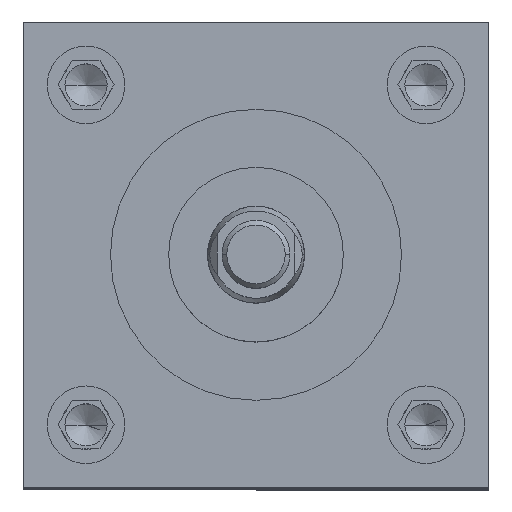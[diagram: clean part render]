
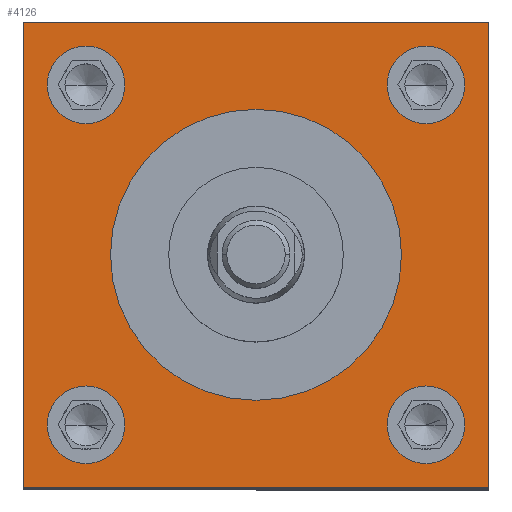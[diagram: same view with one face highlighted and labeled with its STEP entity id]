
A CAD part, top view. The second image highlights one B-rep face of the part: STEP entity #4126.
In plain terms, the highlighted planar face has unit normal (0, 0, 1).
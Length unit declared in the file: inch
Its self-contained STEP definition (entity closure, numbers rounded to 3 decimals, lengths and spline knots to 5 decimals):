
#116 = LINE ( 'NONE', #6104, #4110 ) ;
#118 = ORIENTED_EDGE ( 'NONE', *, *, #3903, .F. ) ;
#120 = DIRECTION ( 'NONE',  ( 0., 0., 1. ) ) ;
#134 = CARTESIAN_POINT ( 'NONE',  ( -1.095, -1.095, 8.75 ) ) ;
#197 = CIRCLE ( 'NONE', #1569, 0.25 ) ;
#226 = LINE ( 'NONE', #722, #281 ) ;
#231 = CARTESIAN_POINT ( 'NONE',  ( 0.845, 1.095, 8.75 ) ) ;
#281 = VECTOR ( 'NONE', #1328, 39.37008 ) ;
#305 = DIRECTION ( 'NONE',  ( 1., 0., 0. ) ) ;
#410 = CARTESIAN_POINT ( 'NONE',  ( 0., 0., 8.75 ) ) ;
#477 = EDGE_LOOP ( 'NONE', ( #4398, #118 ) ) ;
#486 = CARTESIAN_POINT ( 'NONE',  ( 1.5, 1.5, 8.75 ) ) ;
#580 = ORIENTED_EDGE ( 'NONE', *, *, #5010, .F. ) ;
#601 = EDGE_CURVE ( 'NONE', #661, #936, #226, .T. ) ;
#613 = EDGE_LOOP ( 'NONE', ( #6166, #4377 ) ) ;
#627 = LINE ( 'NONE', #2812, #5376 ) ;
#641 = VERTEX_POINT ( 'NONE', #4544 ) ;
#661 = VERTEX_POINT ( 'NONE', #5631 ) ;
#693 = DIRECTION ( 'NONE',  ( 1., 0., 0. ) ) ;
#722 = CARTESIAN_POINT ( 'NONE',  ( -1.5, -1.5, 8.75 ) ) ;
#891 = EDGE_CURVE ( 'NONE', #936, #6453, #1443, .T. ) ;
#894 = CARTESIAN_POINT ( 'NONE',  ( 0.845, -1.095, 8.75 ) ) ;
#908 = EDGE_CURVE ( 'NONE', #2198, #6797, #3380, .T. ) ;
#921 = FACE_OUTER_BOUND ( 'NONE', #4785, .T. ) ;
#936 = VERTEX_POINT ( 'NONE', #2474 ) ;
#985 = PLANE ( 'NONE',  #1363 ) ;
#1151 = EDGE_CURVE ( 'NONE', #641, #6763, #3652, .T. ) ;
#1155 = DIRECTION ( 'NONE',  ( 0., 0., 1. ) ) ;
#1328 = DIRECTION ( 'NONE',  ( 1., 0., 0. ) ) ;
#1338 = DIRECTION ( 'NONE',  ( 1., 0., 0. ) ) ;
#1363 = AXIS2_PLACEMENT_3D ( 'NONE', #3214, #2120, #2588 ) ;
#1419 = FACE_BOUND ( 'NONE', #477, .T. ) ;
#1443 = LINE ( 'NONE', #2008, #2444 ) ;
#1447 = CARTESIAN_POINT ( 'NONE',  ( -0.845, 1.095, 8.75 ) ) ;
#1481 = DIRECTION ( 'NONE',  ( 1., 0., 0. ) ) ;
#1499 = EDGE_CURVE ( 'NONE', #6639, #4269, #4589, .T. ) ;
#1569 = AXIS2_PLACEMENT_3D ( 'NONE', #3641, #6902, #1338 ) ;
#1643 = EDGE_CURVE ( 'NONE', #6763, #641, #3890, .T. ) ;
#1771 = DIRECTION ( 'NONE',  ( 1., 0., 0. ) ) ;
#1839 = VERTEX_POINT ( 'NONE', #894 ) ;
#1907 = ORIENTED_EDGE ( 'NONE', *, *, #5171, .F. ) ;
#2008 = CARTESIAN_POINT ( 'NONE',  ( 1.5, -1.5, 8.75 ) ) ;
#2120 = DIRECTION ( 'NONE',  ( 0., 0., -1. ) ) ;
#2121 = EDGE_CURVE ( 'NONE', #2932, #4794, #6752, .T. ) ;
#2190 = VERTEX_POINT ( 'NONE', #5251 ) ;
#2198 = VERTEX_POINT ( 'NONE', #5828 ) ;
#2214 = ORIENTED_EDGE ( 'NONE', *, *, #1151, .F. ) ;
#2331 = CARTESIAN_POINT ( 'NONE',  ( -0.845, -1.095, 8.75 ) ) ;
#2444 = VECTOR ( 'NONE', #3166, 39.37008 ) ;
#2474 = CARTESIAN_POINT ( 'NONE',  ( 1.5, -1.5, 8.75 ) ) ;
#2520 = EDGE_CURVE ( 'NONE', #6453, #3569, #627, .T. ) ;
#2546 = DIRECTION ( 'NONE',  ( 0., 0., 1. ) ) ;
#2578 = DIRECTION ( 'NONE',  ( 1., 0., 0. ) ) ;
#2588 = DIRECTION ( 'NONE',  ( -1., 0., 0. ) ) ;
#2592 = CIRCLE ( 'NONE', #3991, 0.9375 ) ;
#2601 = ORIENTED_EDGE ( 'NONE', *, *, #908, .F. ) ;
#2662 = DIRECTION ( 'NONE',  ( 1., 0., 0. ) ) ;
#2694 = DIRECTION ( 'NONE',  ( 0., 0., 1. ) ) ;
#2728 = AXIS2_PLACEMENT_3D ( 'NONE', #6546, #2694, #2662 ) ;
#2753 = CARTESIAN_POINT ( 'NONE',  ( 1.095, -1.095, 8.75 ) ) ;
#2796 = DIRECTION ( 'NONE',  ( 0., 0., 1. ) ) ;
#2812 = CARTESIAN_POINT ( 'NONE',  ( -1.5, 1.5, 8.75 ) ) ;
#2902 = ORIENTED_EDGE ( 'NONE', *, *, #891, .T. ) ;
#2932 = VERTEX_POINT ( 'NONE', #5865 ) ;
#3166 = DIRECTION ( 'NONE',  ( 0., 1., 0. ) ) ;
#3194 = AXIS2_PLACEMENT_3D ( 'NONE', #3526, #2796, #3926 ) ;
#3214 = CARTESIAN_POINT ( 'NONE',  ( -1.5, 1.5, 8.75 ) ) ;
#3292 = DIRECTION ( 'NONE',  ( 0., 0., 1. ) ) ;
#3380 = CIRCLE ( 'NONE', #3733, 0.9375 ) ;
#3441 = DIRECTION ( 'NONE',  ( -1., 0., 0. ) ) ;
#3526 = CARTESIAN_POINT ( 'NONE',  ( -1.095, 1.095, 8.75 ) ) ;
#3543 = AXIS2_PLACEMENT_3D ( 'NONE', #4223, #6436, #1481 ) ;
#3569 = VERTEX_POINT ( 'NONE', #5549 ) ;
#3641 = CARTESIAN_POINT ( 'NONE',  ( 1.095, 1.095, 8.75 ) ) ;
#3652 = CIRCLE ( 'NONE', #4699, 0.25 ) ;
#3655 = CIRCLE ( 'NONE', #4004, 0.25 ) ;
#3733 = AXIS2_PLACEMENT_3D ( 'NONE', #5859, #2546, #305 ) ;
#3744 = CARTESIAN_POINT ( 'NONE',  ( 1.095, 1.095, 8.75 ) ) ;
#3879 = EDGE_LOOP ( 'NONE', ( #580, #4896 ) ) ;
#3886 = CIRCLE ( 'NONE', #2728, 0.25 ) ;
#3890 = CIRCLE ( 'NONE', #3194, 0.25 ) ;
#3903 = EDGE_CURVE ( 'NONE', #1839, #2190, #3655, .T. ) ;
#3926 = DIRECTION ( 'NONE',  ( 1., 0., 0. ) ) ;
#3981 = AXIS2_PLACEMENT_3D ( 'NONE', #134, #6732, #3983 ) ;
#3983 = DIRECTION ( 'NONE',  ( 1., 0., 0. ) ) ;
#3991 = AXIS2_PLACEMENT_3D ( 'NONE', #410, #7105, #2578 ) ;
#4004 = AXIS2_PLACEMENT_3D ( 'NONE', #2753, #3292, #1771 ) ;
#4007 = CARTESIAN_POINT ( 'NONE',  ( -1.095, 1.095, 8.75 ) ) ;
#4110 = VECTOR ( 'NONE', #5019, 39.37008 ) ;
#4126 = ADVANCED_FACE ( 'NONE', ( #1419, #4201, #6408, #5867, #4308, #921 ), #985, .F. ) ;
#4201 = FACE_BOUND ( 'NONE', #3879, .T. ) ;
#4223 = CARTESIAN_POINT ( 'NONE',  ( -1.095, -1.095, 8.75 ) ) ;
#4269 = VERTEX_POINT ( 'NONE', #6793 ) ;
#4308 = FACE_BOUND ( 'NONE', #6826, .T. ) ;
#4377 = ORIENTED_EDGE ( 'NONE', *, *, #2121, .F. ) ;
#4398 = ORIENTED_EDGE ( 'NONE', *, *, #6457, .F. ) ;
#4544 = CARTESIAN_POINT ( 'NONE',  ( -1.345, 1.095, 8.75 ) ) ;
#4568 = EDGE_CURVE ( 'NONE', #4794, #2932, #6311, .T. ) ;
#4589 = CIRCLE ( 'NONE', #5511, 0.25 ) ;
#4699 = AXIS2_PLACEMENT_3D ( 'NONE', #4007, #120, #693 ) ;
#4742 = CARTESIAN_POINT ( 'NONE',  ( 0.9375, 0., 8.75 ) ) ;
#4785 = EDGE_LOOP ( 'NONE', ( #6502, #6243, #2902, #6646 ) ) ;
#4794 = VERTEX_POINT ( 'NONE', #2331 ) ;
#4896 = ORIENTED_EDGE ( 'NONE', *, *, #1499, .F. ) ;
#5010 = EDGE_CURVE ( 'NONE', #4269, #6639, #197, .T. ) ;
#5019 = DIRECTION ( 'NONE',  ( 0., -1., 0. ) ) ;
#5171 = EDGE_CURVE ( 'NONE', #6797, #2198, #2592, .T. ) ;
#5251 = CARTESIAN_POINT ( 'NONE',  ( 1.345, -1.095, 8.75 ) ) ;
#5303 = EDGE_CURVE ( 'NONE', #3569, #661, #116, .T. ) ;
#5376 = VECTOR ( 'NONE', #3441, 39.37008 ) ;
#5484 = DIRECTION ( 'NONE',  ( 1., 0., 0. ) ) ;
#5511 = AXIS2_PLACEMENT_3D ( 'NONE', #3744, #1155, #5484 ) ;
#5549 = CARTESIAN_POINT ( 'NONE',  ( -1.5, 1.5, 8.75 ) ) ;
#5631 = CARTESIAN_POINT ( 'NONE',  ( -1.5, -1.5, 8.75 ) ) ;
#5828 = CARTESIAN_POINT ( 'NONE',  ( -0.9375, 0., 8.75 ) ) ;
#5859 = CARTESIAN_POINT ( 'NONE',  ( 0., 0., 8.75 ) ) ;
#5865 = CARTESIAN_POINT ( 'NONE',  ( -1.345, -1.095, 8.75 ) ) ;
#5867 = FACE_BOUND ( 'NONE', #6261, .T. ) ;
#6104 = CARTESIAN_POINT ( 'NONE',  ( -1.5, -1.5, 8.75 ) ) ;
#6166 = ORIENTED_EDGE ( 'NONE', *, *, #4568, .F. ) ;
#6243 = ORIENTED_EDGE ( 'NONE', *, *, #601, .T. ) ;
#6259 = ORIENTED_EDGE ( 'NONE', *, *, #1643, .F. ) ;
#6261 = EDGE_LOOP ( 'NONE', ( #6259, #2214 ) ) ;
#6311 = CIRCLE ( 'NONE', #3543, 0.25 ) ;
#6408 = FACE_BOUND ( 'NONE', #613, .T. ) ;
#6436 = DIRECTION ( 'NONE',  ( 0., 0., 1. ) ) ;
#6453 = VERTEX_POINT ( 'NONE', #486 ) ;
#6457 = EDGE_CURVE ( 'NONE', #2190, #1839, #3886, .T. ) ;
#6502 = ORIENTED_EDGE ( 'NONE', *, *, #5303, .T. ) ;
#6546 = CARTESIAN_POINT ( 'NONE',  ( 1.095, -1.095, 8.75 ) ) ;
#6639 = VERTEX_POINT ( 'NONE', #231 ) ;
#6646 = ORIENTED_EDGE ( 'NONE', *, *, #2520, .T. ) ;
#6732 = DIRECTION ( 'NONE',  ( 0., 0., 1. ) ) ;
#6752 = CIRCLE ( 'NONE', #3981, 0.25 ) ;
#6763 = VERTEX_POINT ( 'NONE', #1447 ) ;
#6793 = CARTESIAN_POINT ( 'NONE',  ( 1.345, 1.095, 8.75 ) ) ;
#6797 = VERTEX_POINT ( 'NONE', #4742 ) ;
#6826 = EDGE_LOOP ( 'NONE', ( #1907, #2601 ) ) ;
#6902 = DIRECTION ( 'NONE',  ( 0., 0., 1. ) ) ;
#7105 = DIRECTION ( 'NONE',  ( 0., 0., 1. ) ) ;
